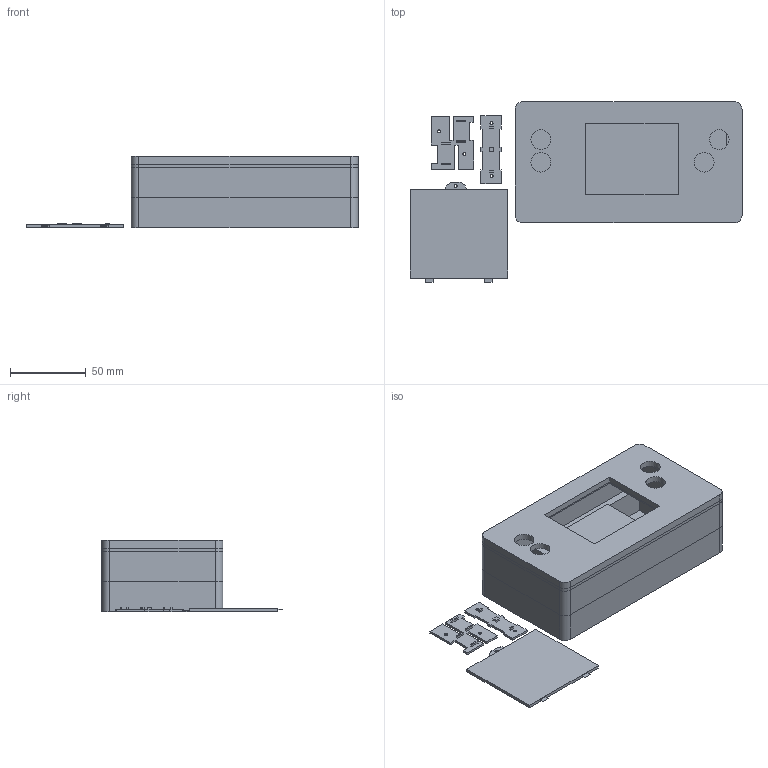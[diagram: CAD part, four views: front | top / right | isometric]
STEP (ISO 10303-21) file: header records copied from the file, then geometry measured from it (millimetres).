
FILE_DESCRIPTION(/* description */ ('','CAx-IF Rec.Pracs.---Representation and Presentation of Product Manufacturing Information (PMI)---4.0---2014-10-13'),/* implementation_level */ '2;1');
FILE_NAME(/* name */ 'PocketBob_Final.step',/* time_stamp */ '2025-01-05T23:45:10-06:00',/* author */ (''),/* organization */ (''),/* preprocessor_version */ 'ST-DEVELOPER v20',/* originating_system */ 'Autodesk Translation Framework v13.20.0.188',/* authorisation */ '');
FILE_SCHEMA (('AP242_MANAGED_MODEL_BASED_3D_ENGINEERING_MIM_LF { 1 0 10303 442 1 1 4 }'));
Length unit declared in the file: millimetre
Products named in the file (2): PocketBob; Component1
Assembly tree (1 placements, depth 2):
  PocketBob
    Component1
Bounding box: 219.49 x 119.19 x 47 mm (x, y, z)
Volume: 210467.3 mm3; surface area: 103422.7 mm2
Topology: 6 solids, 7 shells, 305 faces, 776 edges, 512 vertices
Faces by surface type: plane 215, cylinder 68, cone 15, torus 7
Full cylindrical faces by diameter (mm): 1 x2, 1.8 x4, 2 x20, 3 x4, 3.5 x2, 5.5 x4, 6 x2, 13 x4
Entity records: 9257 total; most frequent: CARTESIAN_POINT 1657, DIRECTION 1538, ORIENTED_EDGE 1528, EDGE_CURVE 764, LINE 588, VECTOR 588, VERTEX_POINT 512, AXIS2_PLACEMENT_3D 475
